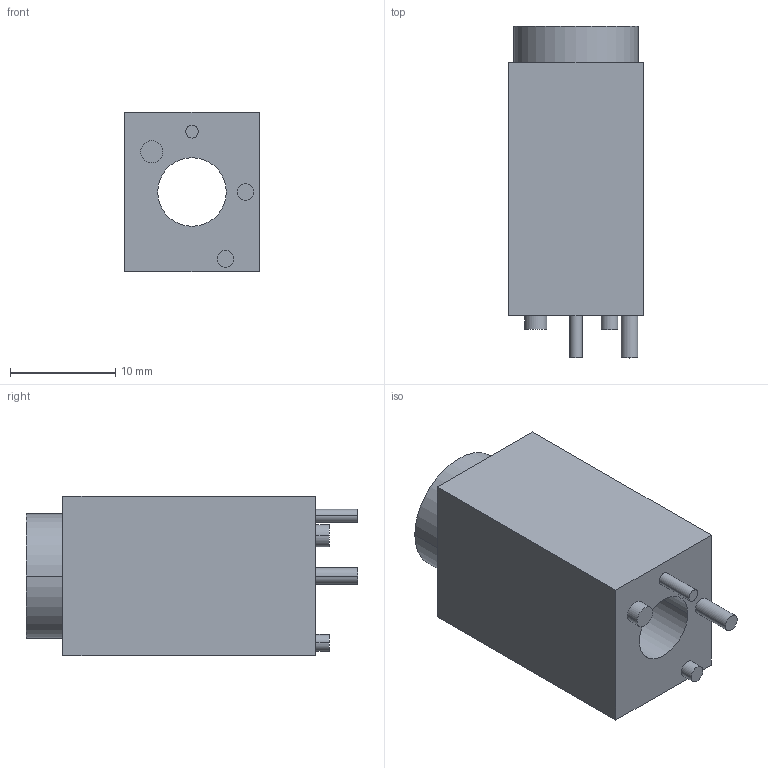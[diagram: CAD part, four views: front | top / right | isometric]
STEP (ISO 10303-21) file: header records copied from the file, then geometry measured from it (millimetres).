
FILE_DESCRIPTION (( 'STEP AP214' ), '1' );
FILE_NAME ('NJ2FD-V.STEP', '2023-08-21T04:36:31', ( '' ), ( '' ), 'SwSTEP 2.0', 'SolidWorks 2021', '' );
FILE_SCHEMA (( 'AUTOMOTIVE_DESIGN' ));
Length unit declared in the file: millimetre
Products named in the file (2): NJ2FD-V; NJ2FD-V_NJ2FD-V
Assembly tree (1 placements, depth 2):
  NJ2FD-V
    NJ2FD-V_NJ2FD-V
Bounding box: 12.8 x 31.5 x 15.1 mm (x, y, z)
Volume: 3981.5 mm3; surface area: 2446 mm2
Topology: 3 solids, 3 shells, 28 faces, 54 edges, 36 vertices
Faces by surface type: plane 14, cylinder 14
Entity records: 814 total; most frequent: DIRECTION 146, CARTESIAN_POINT 122, ORIENTED_EDGE 108, AXIS2_PLACEMENT_3D 60, EDGE_CURVE 54, VERTEX_POINT 36, EDGE_LOOP 34, CIRCLE 28
